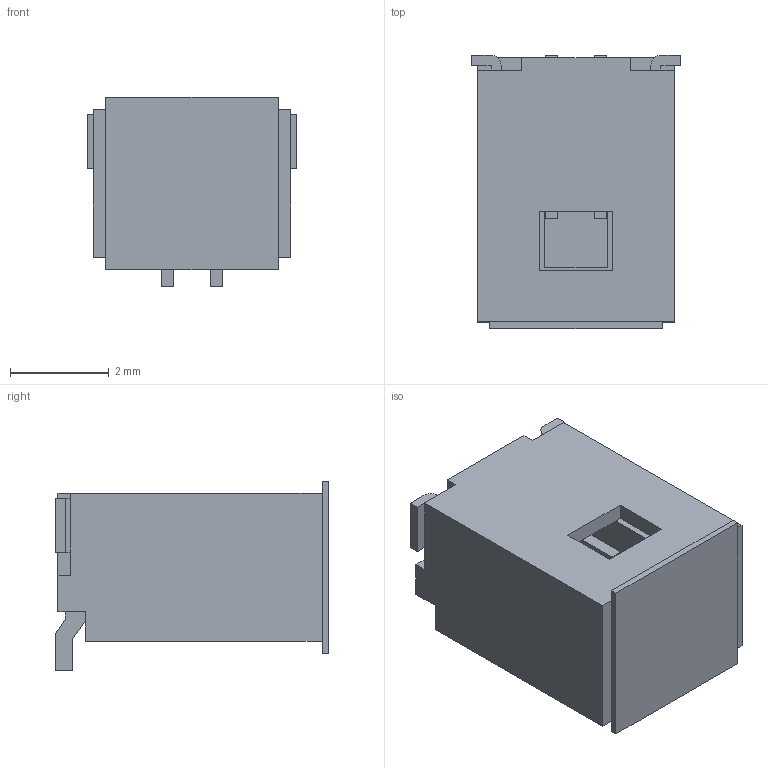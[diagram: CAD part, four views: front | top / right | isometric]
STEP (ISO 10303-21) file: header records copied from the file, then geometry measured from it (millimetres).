
FILE_DESCRIPTION(/* description */ (''),/* implementation_level */ '2;1');
FILE_NAME(/* name */ '5013310207wbm000_01_214.stp',/* time_stamp */ '2024-02-15T19:13:28+06:00',/* author */ (''),/* organization */ (''),/* preprocessor_version */ 'ST-DEVELOPER v16.7',/* originating_system */ 'SIEMENS PLM Software NX 1919',/* authorisation */ '');
FILE_SCHEMA (('AUTOMOTIVE_DESIGN { 1 0 10303 214 3 1 1 1 }'));
Length unit declared in the file: millimetre
Products named in the file (1): 5013310207wbm000_01
Bounding box: 4.24 x 5.54 x 3.85 mm (x, y, z)
Volume: 40 mm3; surface area: 181.8 mm2
Topology: 2 solids, 2 shells, 81 faces, 216 edges, 144 vertices
Faces by surface type: plane 79, cylinder 2
Entity records: 2508 total; most frequent: CARTESIAN_POINT 442, ORIENTED_EDGE 432, DIRECTION 384, EDGE_CURVE 216, LINE 212, VECTOR 212, VERTEX_POINT 144, EDGE_LOOP 88
